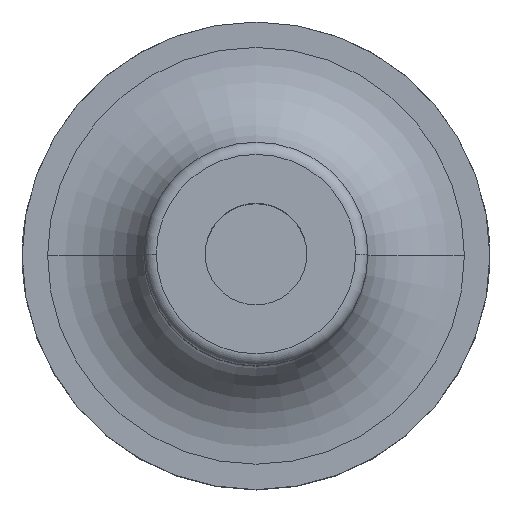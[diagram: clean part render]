
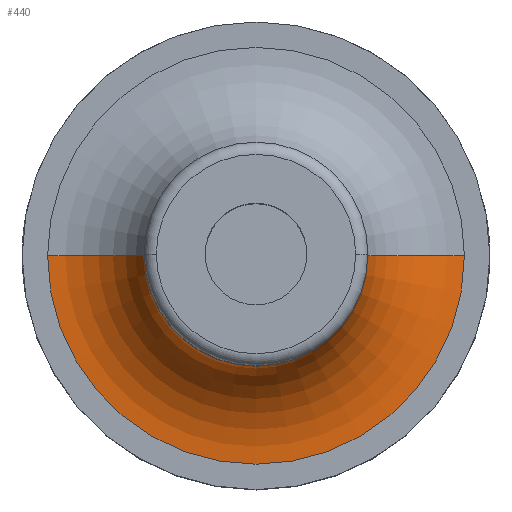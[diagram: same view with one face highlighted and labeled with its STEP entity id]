
A CAD part, top view. The second image highlights one B-rep face of the part: STEP entity #440.
In plain terms, the highlighted toroidal (fillet/blend) face has major radius 20.5 mm and minor radius 10 mm.
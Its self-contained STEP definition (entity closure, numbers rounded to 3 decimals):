
#246 = EDGE_CURVE ( 'NONE', #539, #839, #1816, .T. ) ;
#300 = EDGE_CURVE ( 'NONE', #1247, #1617, #930, .T. ) ;
#313 = CIRCLE ( 'NONE', #1827, 10. ) ;
#315 = FACE_OUTER_BOUND ( 'NONE', #1282, .T. ) ;
#440 = ADVANCED_FACE ( 'NONE', ( #315 ), #659, .F. ) ;
#498 = DIRECTION ( 'NONE',  ( 0., 0., -1. ) ) ;
#539 = VERTEX_POINT ( 'NONE', #1004 ) ;
#548 = DIRECTION ( 'NONE',  ( 0., 0., -1. ) ) ;
#555 = DIRECTION ( 'NONE',  ( -1., 0., 0. ) ) ;
#607 = DIRECTION ( 'NONE',  ( 0., 1., 0. ) ) ;
#659 = TOROIDAL_SURFACE ( 'NONE', #1533, 20.5, 10. ) ;
#710 = CARTESIAN_POINT ( 'NONE',  ( 0., 0., 32. ) ) ;
#789 = DIRECTION ( 'NONE',  ( 0., 0., 1. ) ) ;
#839 = VERTEX_POINT ( 'NONE', #1138 ) ;
#920 = ORIENTED_EDGE ( 'NONE', *, *, #1020, .T. ) ;
#930 = CIRCLE ( 'NONE', #1874, 20.5 ) ;
#958 = DIRECTION ( 'NONE',  ( 0., -1., 0. ) ) ;
#1004 = CARTESIAN_POINT ( 'NONE',  ( -10.5, 0., 32. ) ) ;
#1020 = EDGE_CURVE ( 'NONE', #1247, #839, #313, .T. ) ;
#1023 = ORIENTED_EDGE ( 'NONE', *, *, #300, .F. ) ;
#1027 = DIRECTION ( 'NONE',  ( -1., 0., 0. ) ) ;
#1128 = CARTESIAN_POINT ( 'NONE',  ( -20.5, 0., 22. ) ) ;
#1138 = CARTESIAN_POINT ( 'NONE',  ( 10.5, 0., 32. ) ) ;
#1139 = CIRCLE ( 'NONE', #1500, 10. ) ;
#1232 = ORIENTED_EDGE ( 'NONE', *, *, #246, .F. ) ;
#1247 = VERTEX_POINT ( 'NONE', #1800 ) ;
#1249 = EDGE_CURVE ( 'NONE', #1617, #539, #1139, .T. ) ;
#1282 = EDGE_LOOP ( 'NONE', ( #1023, #920, #1232, #1873 ) ) ;
#1299 = AXIS2_PLACEMENT_3D ( 'NONE', #1782, #789, #1631 ) ;
#1336 = DIRECTION ( 'NONE',  ( -1., 0., 0. ) ) ;
#1500 = AXIS2_PLACEMENT_3D ( 'NONE', #1510, #958, #1806 ) ;
#1510 = CARTESIAN_POINT ( 'NONE',  ( -20.5, 0., 32. ) ) ;
#1533 = AXIS2_PLACEMENT_3D ( 'NONE', #710, #548, #555 ) ;
#1575 = CARTESIAN_POINT ( 'NONE',  ( 0., 0., 22. ) ) ;
#1617 = VERTEX_POINT ( 'NONE', #1128 ) ;
#1631 = DIRECTION ( 'NONE',  ( -1., 0., 0. ) ) ;
#1704 = CARTESIAN_POINT ( 'NONE',  ( 20.5, 0., 32. ) ) ;
#1782 = CARTESIAN_POINT ( 'NONE',  ( 0., 0., 32. ) ) ;
#1800 = CARTESIAN_POINT ( 'NONE',  ( 20.5, 0., 22. ) ) ;
#1806 = DIRECTION ( 'NONE',  ( 0., 0., -1. ) ) ;
#1816 = CIRCLE ( 'NONE', #1299, 10.5 ) ;
#1827 = AXIS2_PLACEMENT_3D ( 'NONE', #1704, #607, #1027 ) ;
#1873 = ORIENTED_EDGE ( 'NONE', *, *, #1249, .F. ) ;
#1874 = AXIS2_PLACEMENT_3D ( 'NONE', #1575, #498, #1336 ) ;
